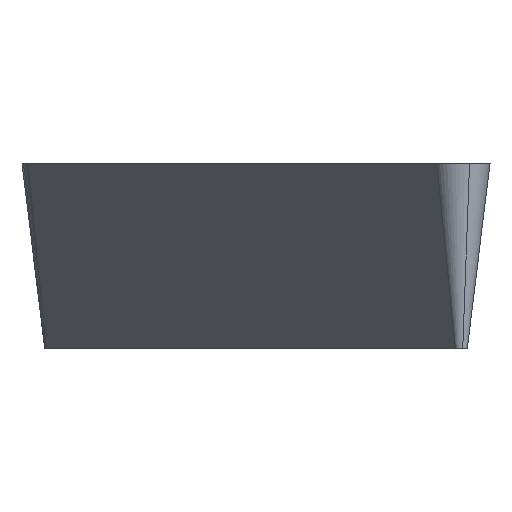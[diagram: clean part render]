
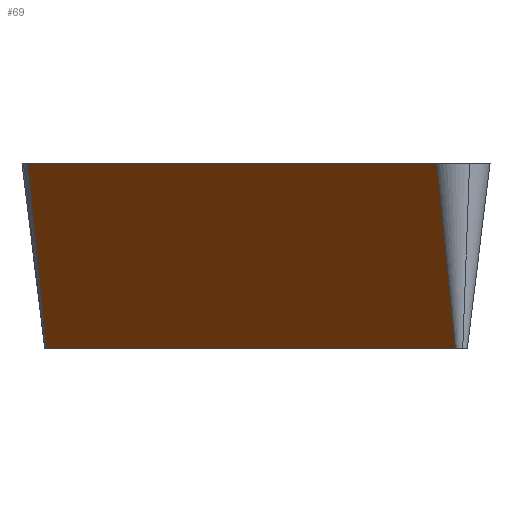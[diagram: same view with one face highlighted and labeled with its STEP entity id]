
A CAD part, front view. The second image highlights one B-rep face of the part: STEP entity #69.
In plain terms, the highlighted planar face has unit normal (-0.813, -0.569, -0.122).
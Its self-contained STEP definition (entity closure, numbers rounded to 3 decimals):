
#60=PLANE('',#608);
#69=ADVANCED_FACE('',(#119),#60,.T.);
#119=FACE_OUTER_BOUND('',#151,.T.);
#151=EDGE_LOOP('',(#247,#248,#249,#250));
#189=LINE('',#1051,#213);
#190=LINE('',#1054,#214);
#191=LINE('',#1056,#215);
#192=LINE('',#1058,#216);
#213=VECTOR('',#651,1.);
#214=VECTOR('',#652,1.);
#215=VECTOR('',#653,1.);
#216=VECTOR('',#654,1.);
#247=ORIENTED_EDGE('',*,*,#447,.F.);
#248=ORIENTED_EDGE('',*,*,#448,.T.);
#249=ORIENTED_EDGE('',*,*,#449,.T.);
#250=ORIENTED_EDGE('',*,*,#450,.F.);
#399=VERTEX_POINT('',#1052);
#400=VERTEX_POINT('',#1053);
#401=VERTEX_POINT('',#1055);
#402=VERTEX_POINT('',#1057);
#447=EDGE_CURVE('',#399,#400,#189,.T.);
#448=EDGE_CURVE('',#399,#401,#190,.T.);
#449=EDGE_CURVE('',#401,#402,#191,.T.);
#450=EDGE_CURVE('',#400,#402,#192,.T.);
#608=AXIS2_PLACEMENT_3D('',#1059,#655,#656);
#651=DIRECTION('',(-0.574,0.819,0.));
#652=DIRECTION('',(-0.1,-0.07,0.993));
#653=DIRECTION('',(-0.574,0.819,0.));
#654=DIRECTION('',(-0.1,-0.07,0.993));
#655=DIRECTION('',(-0.813,-0.569,-0.122));
#656=DIRECTION('',(-0.1,-0.07,0.993));
#1051=CARTESIAN_POINT('',(-2.348,-1.644,-2.51));
#1052=CARTESIAN_POINT('',(2.705,-8.862,-2.51));
#1053=CARTESIAN_POINT('',(-2.844,-0.937,-2.51));
#1054=CARTESIAN_POINT('',(2.756,-8.826,-3.017));
#1055=CARTESIAN_POINT('',(2.453,-9.039,0.));
#1056=CARTESIAN_POINT('',(-2.601,-1.821,0.));
#1057=CARTESIAN_POINT('',(-3.096,-1.114,0.));
#1058=CARTESIAN_POINT('',(-3.166,-1.163,0.692));
#1059=CARTESIAN_POINT('',(-2.601,-1.821,0.));
